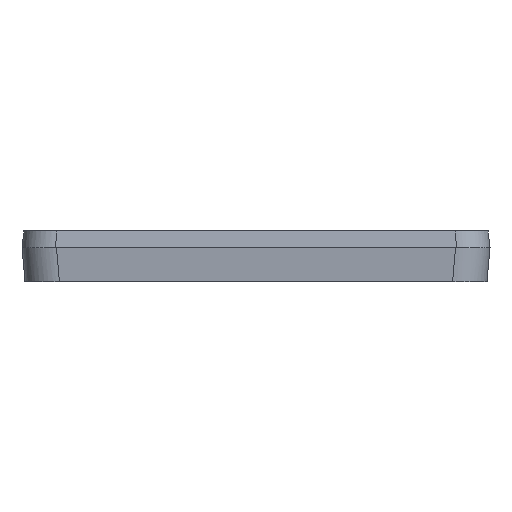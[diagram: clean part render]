
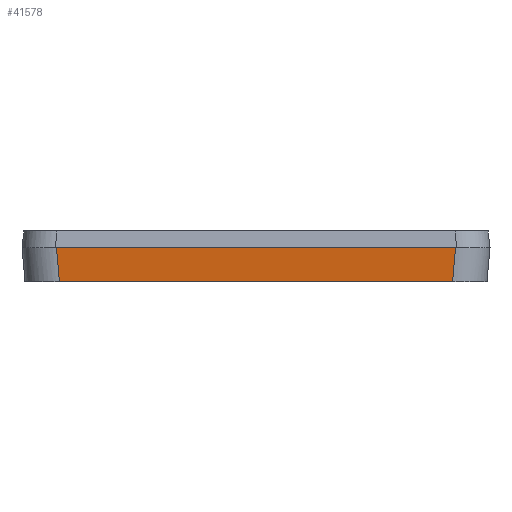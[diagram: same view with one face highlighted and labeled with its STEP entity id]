
A CAD part, left-side view. The second image highlights one B-rep face of the part: STEP entity #41578.
In plain terms, the highlighted planar face has unit normal (-0.996, 0, -0.087).
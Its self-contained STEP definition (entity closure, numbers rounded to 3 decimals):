
#306 = CARTESIAN_POINT ( 'NONE',  ( -117.698, 29.548, 1.7 ) ) ;
#2724 = B_SPLINE_CURVE_WITH_KNOTS ( 'NONE', 3,
 ( #22634, #43361, #63984, #17554 ),
 .UNSPECIFIED., .F., .F.,
 ( 4, 4 ),
 ( 0., 1. ),
 .UNSPECIFIED. ) ;
#2858 = EDGE_CURVE ( 'NONE', #28225, #32722, #6163, .T. ) ;
#3956 = FACE_OUTER_BOUND ( 'NONE', #11936, .T. ) ;
#6163 = B_SPLINE_CURVE_WITH_KNOTS ( 'NONE', 3,
 ( #46801, #306, #20985, #41699 ),
 .UNSPECIFIED., .F., .F.,
 ( 4, 4 ),
 ( 0., 1. ),
 .UNSPECIFIED. ) ;
#11936 = EDGE_LOOP ( 'NONE', ( #28448, #50791, #51987, #22327 ) ) ;
#14585 = CARTESIAN_POINT ( 'NONE',  ( -117.549, -29.399, 0. ) ) ;
#15755 = LINE ( 'NONE', #36461, #30620 ) ;
#17554 = CARTESIAN_POINT ( 'NONE',  ( -117.549, -29.399, 0. ) ) ;
#19545 = DIRECTION ( 'NONE',  ( -0.087, 0., 0.996 ) ) ;
#19662 = CARTESIAN_POINT ( 'NONE',  ( -117.549, 29.399, 0. ) ) ;
#20985 = CARTESIAN_POINT ( 'NONE',  ( -117.847, 29.697, 3.4 ) ) ;
#22327 = ORIENTED_EDGE ( 'NONE', *, *, #2858, .F. ) ;
#22634 = CARTESIAN_POINT ( 'NONE',  ( -117.996, -29.845, 5.1 ) ) ;
#24336 = CARTESIAN_POINT ( 'NONE',  ( -117.549, 29.399, 0. ) ) ;
#24653 = PLANE ( 'NONE',  #45605 ) ;
#27722 = B_SPLINE_CURVE_WITH_KNOTS ( 'NONE', 3,
 ( #19662, #40378, #61034, #14585 ),
 .UNSPECIFIED., .F., .F.,
 ( 4, 4 ),
 ( 0., 1. ),
 .UNSPECIFIED. ) ;
#28225 = VERTEX_POINT ( 'NONE', #24336 ) ;
#28448 = ORIENTED_EDGE ( 'NONE', *, *, #49916, .T. ) ;
#30620 = VECTOR ( 'NONE', #57121, 1000. ) ;
#32722 = VERTEX_POINT ( 'NONE', #39369 ) ;
#35603 = CARTESIAN_POINT ( 'NONE',  ( -117.996, -29.845, 5.1 ) ) ;
#36461 = CARTESIAN_POINT ( 'NONE',  ( -117.996, -34.996, 5.1 ) ) ;
#39369 = CARTESIAN_POINT ( 'NONE',  ( -117.996, 29.845, 5.1 ) ) ;
#39861 = VERTEX_POINT ( 'NONE', #35603 ) ;
#40378 = CARTESIAN_POINT ( 'NONE',  ( -117.549, 9.8, 0. ) ) ;
#41578 = ADVANCED_FACE ( 'NONE', ( #3956 ), #24653, .T. ) ;
#41699 = CARTESIAN_POINT ( 'NONE',  ( -117.996, 29.845, 5.1 ) ) ;
#42577 = CARTESIAN_POINT ( 'NONE',  ( -117.549, -29.399, 0. ) ) ;
#43361 = CARTESIAN_POINT ( 'NONE',  ( -117.847, -29.697, 3.4 ) ) ;
#45362 = CARTESIAN_POINT ( 'NONE',  ( -118.169, 35., 7.085 ) ) ;
#45605 = AXIS2_PLACEMENT_3D ( 'NONE', #45362, #65985, #19545 ) ;
#46801 = CARTESIAN_POINT ( 'NONE',  ( -117.549, 29.399, 0. ) ) ;
#48664 = VERTEX_POINT ( 'NONE', #42577 ) ;
#49916 = EDGE_CURVE ( 'NONE', #28225, #48664, #27722, .T. ) ;
#50791 = ORIENTED_EDGE ( 'NONE', *, *, #66709, .F. ) ;
#51987 = ORIENTED_EDGE ( 'NONE', *, *, #63023, .F. ) ;
#57121 = DIRECTION ( 'NONE',  ( 0., -1., 0. ) ) ;
#61034 = CARTESIAN_POINT ( 'NONE',  ( -117.549, -9.8, 0. ) ) ;
#63023 = EDGE_CURVE ( 'NONE', #32722, #39861, #15755, .T. ) ;
#63984 = CARTESIAN_POINT ( 'NONE',  ( -117.698, -29.548, 1.7 ) ) ;
#65985 = DIRECTION ( 'NONE',  ( -0.996, 0., -0.087 ) ) ;
#66709 = EDGE_CURVE ( 'NONE', #39861, #48664, #2724, .T. ) ;
